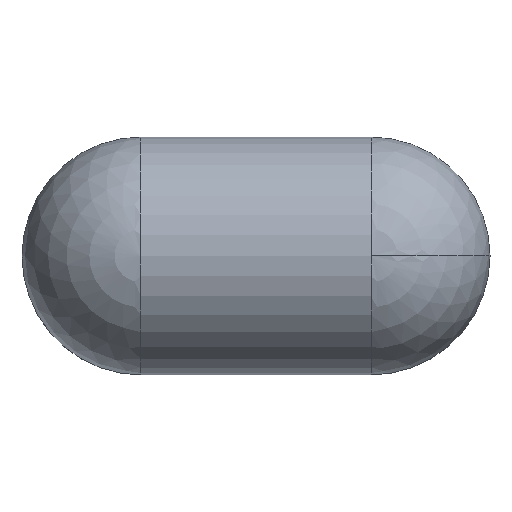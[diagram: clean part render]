
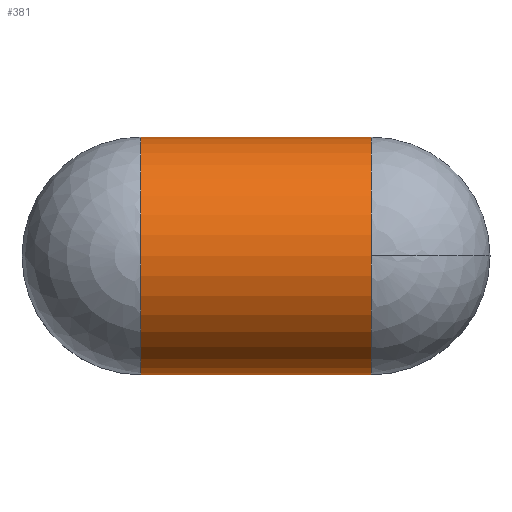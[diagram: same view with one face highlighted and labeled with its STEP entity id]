
A CAD part, top view. The second image highlights one B-rep face of the part: STEP entity #381.
In plain terms, the highlighted cylindrical face has radius 1.27 mm (diameter 2.54 mm), a partial arc.
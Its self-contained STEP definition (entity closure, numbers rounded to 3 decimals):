
#302=CARTESIAN_POINT('',(1.23,0.,5.0));
#303=VERTEX_POINT('',#302);
#313=CARTESIAN_POINT('',(1.23,-1.27,3.73));
#314=VERTEX_POINT('',#313);
#315=CARTESIAN_POINT('',(1.23,0.,3.73));
#316=DIRECTION('',(-1.0,0.0,0.0));
#317=DIRECTION('',(0.0,0.0,1.0));
#318=AXIS2_PLACEMENT_3D('',#315,#316,#317);
#319=CIRCLE('',#318,1.27);
#320=EDGE_CURVE('',#314,#303,#319,.T.);
#332=CARTESIAN_POINT('',(0.615,0.,3.73));
#333=DIRECTION('',(-1.0,0.0,0.0));
#334=DIRECTION('',(0.0,-0.707,0.707));
#335=AXIS2_PLACEMENT_3D('',#332,#333,#334);
#336=CYLINDRICAL_SURFACE('',#335,1.27);
#337=ORIENTED_EDGE('',*,*,#320,.T.);
#338=CARTESIAN_POINT('',(1.23,1.27,3.73));
#339=VERTEX_POINT('',#338);
#340=CARTESIAN_POINT('',(1.23,0.,3.73));
#341=DIRECTION('',(-1.0,0.0,0.0));
#342=DIRECTION('',(0.0,0.0,1.0));
#343=AXIS2_PLACEMENT_3D('',#340,#341,#342);
#344=CIRCLE('',#343,1.27);
#345=EDGE_CURVE('',#303,#339,#344,.T.);
#346=ORIENTED_EDGE('',*,*,#345,.T.);
#347=CARTESIAN_POINT('',(-1.23,1.27,3.73));
#348=VERTEX_POINT('',#347);
#349=CARTESIAN_POINT('',(1.23,1.27,3.73));
#350=DIRECTION('',(-1.0,0.0,0.0));
#351=VECTOR('',#350,2.46);
#352=LINE('',#349,#351);
#353=EDGE_CURVE('',#339,#348,#352,.T.);
#354=ORIENTED_EDGE('',*,*,#353,.T.);
#355=CARTESIAN_POINT('',(-1.23,0.,5.0));
#356=VERTEX_POINT('',#355);
#357=CARTESIAN_POINT('',(-1.23,0.,3.73));
#358=DIRECTION('',(1.0,0.0,0.0));
#359=DIRECTION('',(0.0,0.0,1.0));
#360=AXIS2_PLACEMENT_3D('',#357,#358,#359);
#361=CIRCLE('',#360,1.27);
#362=EDGE_CURVE('',#348,#356,#361,.T.);
#363=ORIENTED_EDGE('',*,*,#362,.T.);
#364=CARTESIAN_POINT('',(-1.23,-1.27,3.73));
#365=VERTEX_POINT('',#364);
#366=CARTESIAN_POINT('',(-1.23,0.,3.73));
#367=DIRECTION('',(1.0,0.0,0.0));
#368=DIRECTION('',(0.0,0.0,1.0));
#369=AXIS2_PLACEMENT_3D('',#366,#367,#368);
#370=CIRCLE('',#369,1.27);
#371=EDGE_CURVE('',#356,#365,#370,.T.);
#372=ORIENTED_EDGE('',*,*,#371,.T.);
#373=CARTESIAN_POINT('',(-1.23,-1.27,3.73));
#374=DIRECTION('',(1.0,0.0,0.0));
#375=VECTOR('',#374,2.46);
#376=LINE('',#373,#375);
#377=EDGE_CURVE('',#365,#314,#376,.T.);
#378=ORIENTED_EDGE('',*,*,#377,.T.);
#379=EDGE_LOOP('',(#337,#346,#354,#363,#372,#378));
#380=FACE_OUTER_BOUND('',#379,.T.);
#381=ADVANCED_FACE('',(#380),#336,.T.);
